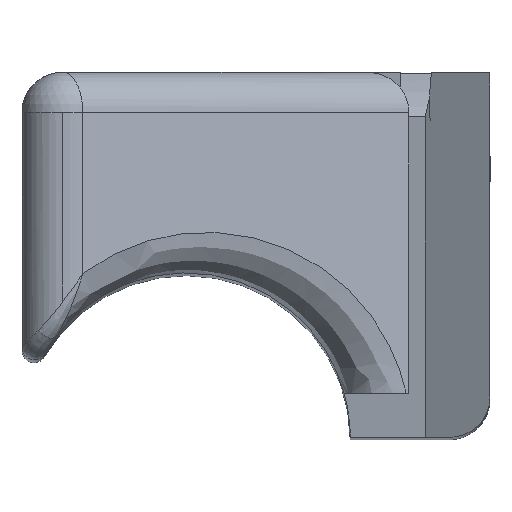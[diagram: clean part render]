
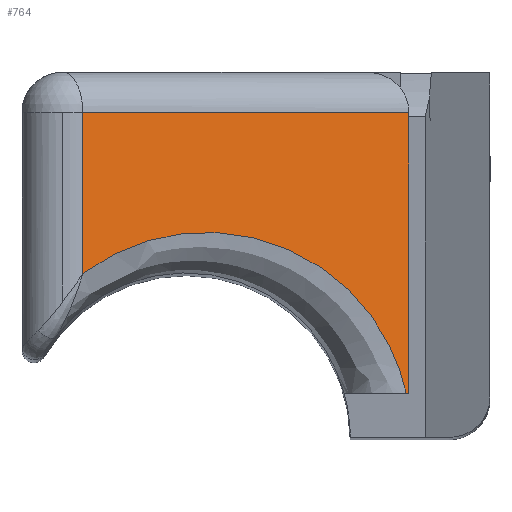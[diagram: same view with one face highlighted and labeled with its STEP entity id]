
A CAD part, top view. The second image highlights one B-rep face of the part: STEP entity #764.
In plain terms, the highlighted planar face has unit normal (0.5, 0, 0.866).
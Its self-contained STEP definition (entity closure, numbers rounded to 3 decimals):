
#1 = ORIENTED_EDGE ( 'NONE', *, *, #234, .T. ) ;
#27 = ORIENTED_EDGE ( 'NONE', *, *, #195, .T. ) ;
#34 = LINE ( 'NONE', #482, #185 ) ;
#78 = CARTESIAN_POINT ( 'NONE',  ( 1.5, 4.025, 43.802 ) ) ;
#87 = CARTESIAN_POINT ( 'NONE',  ( 9.482, 1.085, 39.194 ) ) ;
#132 = EDGE_CURVE ( 'NONE', #155, #1084, #755, .T. ) ;
#155 = VERTEX_POINT ( 'NONE', #210 ) ;
#162 = VECTOR ( 'NONE', #500, 1000. ) ;
#170 = VERTEX_POINT ( 'NONE', #667 ) ;
#180 = CARTESIAN_POINT ( 'NONE',  ( 9.55, 1.085, 39.155 ) ) ;
#185 = VECTOR ( 'NONE', #371, 1000. ) ;
#187 = VECTOR ( 'NONE', #1171, 1000. ) ;
#195 = EDGE_CURVE ( 'NONE', #170, #938, #1066, .T. ) ;
#210 = CARTESIAN_POINT ( 'NONE',  ( 1.5, 4.025, 43.802 ) ) ;
#234 = EDGE_CURVE ( 'NONE', #701, #170, #34, .T. ) ;
#237 = CARTESIAN_POINT ( 'NONE',  ( -6.639, 8., 48.501 ) ) ;
#264 = LINE ( 'NONE', #1402, #928 ) ;
#371 = DIRECTION ( 'NONE',  ( 0., 1., 0. ) ) ;
#374 = LINE ( 'NONE', #815, #187 ) ;
#412 = CARTESIAN_POINT ( 'NONE',  ( 1.5, 8., 43.802 ) ) ;
#448 = CARTESIAN_POINT ( 'NONE',  ( -6.639, 0., 48.501 ) ) ;
#482 = CARTESIAN_POINT ( 'NONE',  ( 9.55, 0., 39.155 ) ) ;
#500 = DIRECTION ( 'NONE',  ( -0.866, 0., 0.5 ) ) ;
#584 = FACE_OUTER_BOUND ( 'NONE', #1040, .T. ) ;
#667 = CARTESIAN_POINT ( 'NONE',  ( 9.55, 8., 39.155 ) ) ;
#693 = DIRECTION ( 'NONE',  ( -0.5, 0., -0.866 ) ) ;
#701 = VERTEX_POINT ( 'NONE', #180 ) ;
#707 = DIRECTION ( 'NONE',  ( 0., -1., 0. ) ) ;
#737 = ORIENTED_EDGE ( 'NONE', *, *, #132, .T. ) ;
#755 =( BOUNDED_CURVE ( )  B_SPLINE_CURVE ( 3, ( #78, #1357, #1464, #87 ),
 .UNSPECIFIED., .F., .T. ) 
 B_SPLINE_CURVE_WITH_KNOTS ( ( 4, 4 ),
 ( 4.064, 6.067 ),
 .UNSPECIFIED. ) 
 CURVE ( )  GEOMETRIC_REPRESENTATION_ITEM ( )  RATIONAL_B_SPLINE_CURVE ( ( 1., 0.693, 0.693, 1. ) ) 
 REPRESENTATION_ITEM ( '' )  );
#764 = ADVANCED_FACE ( 'NONE', ( #584 ), #1022, .F. ) ;
#815 = CARTESIAN_POINT ( 'NONE',  ( -6.639, 1.085, 48.501 ) ) ;
#894 = AXIS2_PLACEMENT_3D ( 'NONE', #448, #693, #1027 ) ;
#928 = VECTOR ( 'NONE', #707, 1000. ) ;
#938 = VERTEX_POINT ( 'NONE', #412 ) ;
#990 = ORIENTED_EDGE ( 'NONE', *, *, #1338, .F. ) ;
#1022 = PLANE ( 'NONE',  #894 ) ;
#1027 = DIRECTION ( 'NONE',  ( -0.866, 0., 0.5 ) ) ;
#1040 = EDGE_LOOP ( 'NONE', ( #1391, #737, #990, #1, #27 ) ) ;
#1046 = EDGE_CURVE ( 'NONE', #938, #155, #264, .T. ) ;
#1066 = LINE ( 'NONE', #237, #162 ) ;
#1084 = VERTEX_POINT ( 'NONE', #1270 ) ;
#1171 = DIRECTION ( 'NONE',  ( -0.866, 0., 0.5 ) ) ;
#1270 = CARTESIAN_POINT ( 'NONE',  ( 9.482, 1.085, 39.194 ) ) ;
#1338 = EDGE_CURVE ( 'NONE', #701, #1084, #374, .T. ) ;
#1357 = CARTESIAN_POINT ( 'NONE',  ( 4.762, 6.497, 41.919 ) ) ;
#1391 = ORIENTED_EDGE ( 'NONE', *, *, #1046, .T. ) ;
#1402 = CARTESIAN_POINT ( 'NONE',  ( 1.5, 0., 43.802 ) ) ;
#1464 = CARTESIAN_POINT ( 'NONE',  ( 8.603, 5.082, 39.702 ) ) ;
